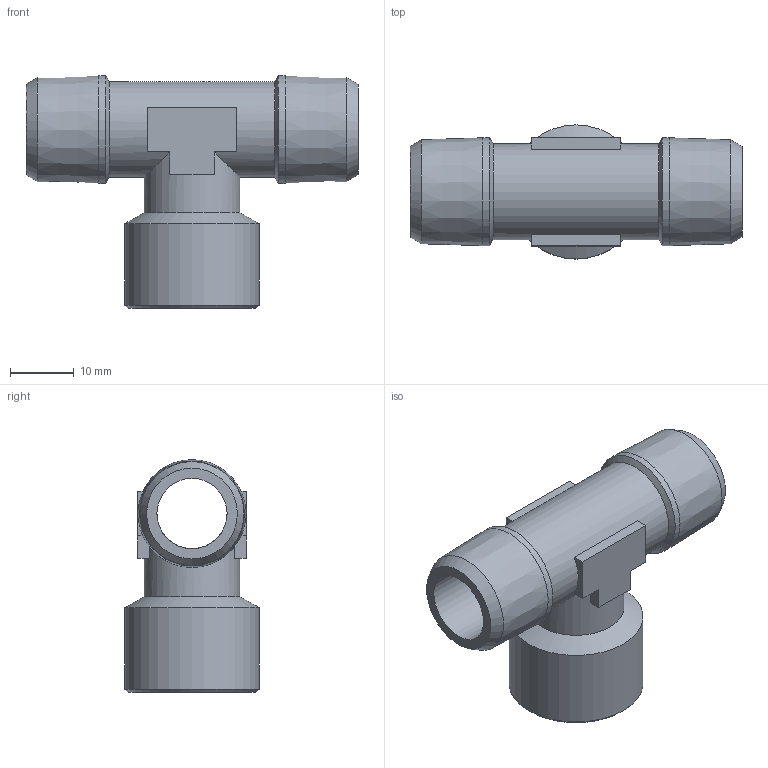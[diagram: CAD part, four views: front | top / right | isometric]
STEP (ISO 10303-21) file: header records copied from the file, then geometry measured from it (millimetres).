
FILE_DESCRIPTION(( 'RA.45.38.38.STP' ), '1');
FILE_NAME( 'RA.45.38.38.STP', '2018-11-09T15:48:15',( 'Sopra'),('sopra-pneumatic.com'), 'SwSTEP 2.0','SolidWorks 2009','' );
FILE_SCHEMA (('AUTOMOTIVE_DESIGN { 1 0 10303 214 1 1 1 1 }'));
Length unit declared in the file: millimetre
Products named in the file (2): Root; 40204
Assembly tree (1 placements, depth 2):
  Root
    40204
Bounding box: 52 x 21 x 36.45 mm (x, y, z)
Volume: 8455.4 mm3; surface area: 7001.6 mm2
Topology: 1 solids, 1 shells, 39 faces, 100 edges, 62 vertices
Faces by surface type: plane 21, cone 10, cylinder 8
Full cylindrical faces by diameter (mm): 11 x2, 14.95 x1, 15 x2, 16.893 x2, 21 x1
Entity records: 1764 total; most frequent: DIRECTION 184, CARTESIAN_POINT 167, PRESENTATION_STYLE_ASSIGNMENT 145, COLOUR_RGB 145, DRAUGHTING_PRE_DEFINED_CURVE_FONT 144, CURVE_STYLE 144, OVER_RIDING_STYLED_ITEM 144, ORIENTED_EDGE 144
